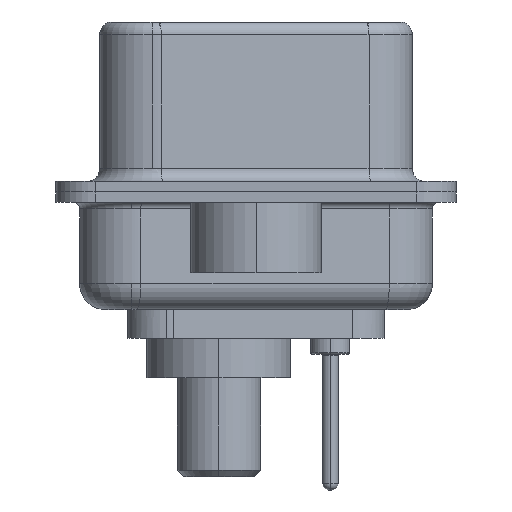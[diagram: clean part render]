
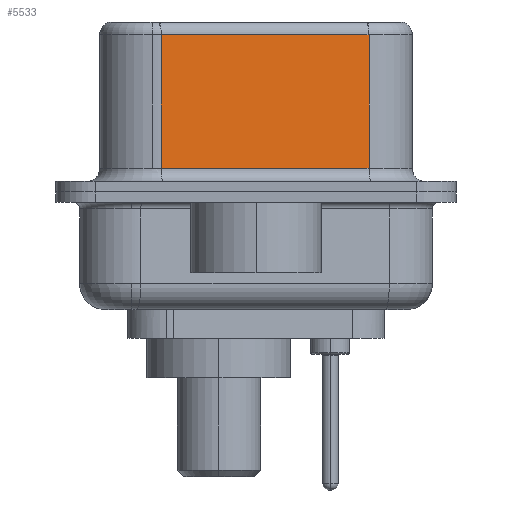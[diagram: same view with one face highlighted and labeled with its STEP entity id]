
A CAD part, left-side view. The second image highlights one B-rep face of the part: STEP entity #5533.
In plain terms, the highlighted planar face has unit normal (-0.985, -0.174, 0).
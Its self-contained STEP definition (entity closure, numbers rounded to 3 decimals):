
#148 = VECTOR ( 'NONE', #16964, 1000. ) ;
#344 = EDGE_LOOP ( 'NONE', ( #17315, #1287, #14580, #16085 ) ) ;
#531 = CARTESIAN_POINT ( 'NONE',  ( 5.132, -4.322, 6.02 ) ) ;
#574 = LINE ( 'NONE', #18554, #8325 ) ;
#1287 = ORIENTED_EDGE ( 'NONE', *, *, #20475, .T. ) ;
#1471 = VERTEX_POINT ( 'NONE', #10047 ) ;
#1915 = DIRECTION ( 'NONE',  ( 0., 0., -1. ) ) ;
#3419 = DIRECTION ( 'NONE',  ( 0., 0., -1. ) ) ;
#4583 = LINE ( 'NONE', #8595, #148 ) ;
#5019 = CARTESIAN_POINT ( 'NONE',  ( 3.73, 3.628, 6.02 ) ) ;
#5242 = CARTESIAN_POINT ( 'NONE',  ( 5.132, -4.322, 6.52 ) ) ;
#5336 = LINE ( 'NONE', #531, #21448 ) ;
#5364 = EDGE_CURVE ( 'NONE', #8682, #11198, #15669, .T. ) ;
#5365 = DIRECTION ( 'NONE',  ( -0.174, 0.985, 0. ) ) ;
#5533 = ADVANCED_FACE ( 'NONE', ( #17490 ), #6326, .F. ) ;
#6326 = PLANE ( 'NONE',  #20233 ) ;
#8325 = VECTOR ( 'NONE', #1915, 1000. ) ;
#8595 = CARTESIAN_POINT ( 'NONE',  ( 5.132, -4.322, 0.9 ) ) ;
#8682 = VERTEX_POINT ( 'NONE', #9958 ) ;
#9470 = DIRECTION ( 'NONE',  ( 0.985, 0.174, 0. ) ) ;
#9958 = CARTESIAN_POINT ( 'NONE',  ( 5.132, -4.322, 6.02 ) ) ;
#9984 = EDGE_CURVE ( 'NONE', #10600, #1471, #574, .T. ) ;
#10047 = CARTESIAN_POINT ( 'NONE',  ( 3.73, 3.628, 0.9 ) ) ;
#10331 = DIRECTION ( 'NONE',  ( -0.174, 0.985, 0. ) ) ;
#10600 = VERTEX_POINT ( 'NONE', #5019 ) ;
#11189 = VECTOR ( 'NONE', #3419, 1000. ) ;
#11198 = VERTEX_POINT ( 'NONE', #19750 ) ;
#14580 = ORIENTED_EDGE ( 'NONE', *, *, #9984, .T. ) ;
#14697 = EDGE_CURVE ( 'NONE', #1471, #11198, #4583, .T. ) ;
#15669 = LINE ( 'NONE', #15815, #11189 ) ;
#15815 = CARTESIAN_POINT ( 'NONE',  ( 5.132, -4.322, 6.52 ) ) ;
#16085 = ORIENTED_EDGE ( 'NONE', *, *, #14697, .T. ) ;
#16964 = DIRECTION ( 'NONE',  ( 0.174, -0.985, 0. ) ) ;
#17315 = ORIENTED_EDGE ( 'NONE', *, *, #5364, .F. ) ;
#17490 = FACE_OUTER_BOUND ( 'NONE', #344, .T. ) ;
#18554 = CARTESIAN_POINT ( 'NONE',  ( 3.73, 3.628, 6.52 ) ) ;
#19750 = CARTESIAN_POINT ( 'NONE',  ( 5.132, -4.322, 0.9 ) ) ;
#20233 = AXIS2_PLACEMENT_3D ( 'NONE', #5242, #9470, #5365 ) ;
#20475 = EDGE_CURVE ( 'NONE', #8682, #10600, #5336, .T. ) ;
#21448 = VECTOR ( 'NONE', #10331, 1000. ) ;
